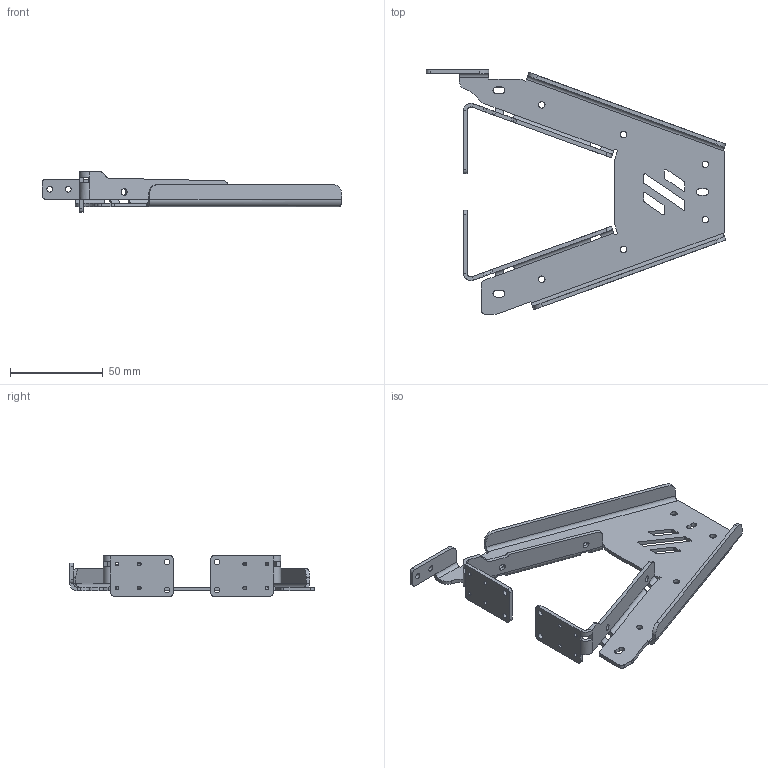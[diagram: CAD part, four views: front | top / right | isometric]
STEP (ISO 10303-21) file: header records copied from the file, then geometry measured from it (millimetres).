
FILE_DESCRIPTION(/* description */ (''),/* implementation_level */ '2;1');
FILE_NAME(/* name */ 'V0_sheet_metal_bed_v3.step',/* time_stamp */ '2021-12-18T18:32:31+01:00',/* author */ (''),/* organization */ (''),/* preprocessor_version */ 'ST-DEVELOPER v18.1',/* originating_system */ 'Autodesk Translation Framework v10.10.0.1391',/* authorisation */ '');
FILE_SCHEMA (('AUTOMOTIVE_DESIGN { 1 0 10303 214 3 1 1 }'));
Length unit declared in the file: millimetre
Products named in the file (1): V0_sheet_metal_bed_v2
Bounding box: 161.75 x 132 x 22 mm (x, y, z)
Volume: 27280.5 mm3; surface area: 30299.3 mm2
Topology: 1 solids, 1 shells, 221 faces, 589 edges, 358 vertices
Faces by surface type: plane 123, cylinder 98
Full cylindrical faces by diameter (mm): 2.1 x8, 3.1 x6, 3.5 x10
Entity records: 7006 total; most frequent: CARTESIAN_POINT 1253, DIRECTION 1201, ORIENTED_EDGE 1178, EDGE_CURVE 589, AXIS2_PLACEMENT_3D 404, LINE 393, VECTOR 393, VERTEX_POINT 358
